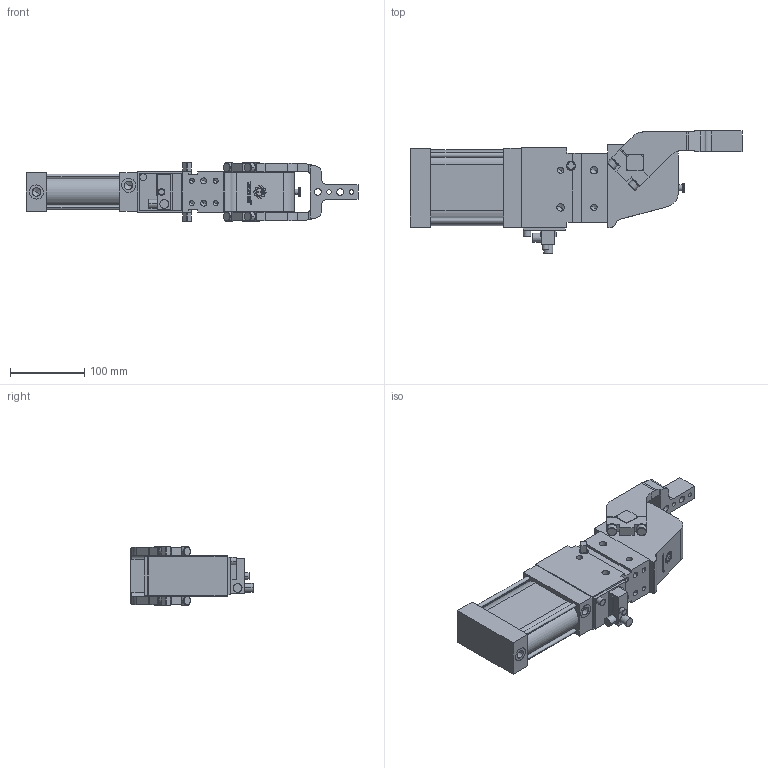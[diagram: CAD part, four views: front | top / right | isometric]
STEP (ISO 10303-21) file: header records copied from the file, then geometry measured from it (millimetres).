
FILE_DESCRIPTION(('CATIA V5 STEP Exchange'),'2;1');
FILE_NAME('V2_63_1_BR2_Z_A10_T12_TUENKERS.stp','2015-12-07T12:12:35+00:00',('none'),('none'),'CATIA Version 5 Release 19 SP 9 (IN-10)','CATIA V5 STEP AP214','none');
FILE_SCHEMA(('AUTOMOTIVE_DESIGN { 1 0 10303 214 1 1 1 1 }'));
Length unit declared in the file: millimetre
Products named in the file (1): V2_63_1_BR2_Z_A10_T12_TUENKERS
Bounding box: 446.5 x 164.5 x 80 mm (x, y, z)
Volume: 1960442.4 mm3; surface area: 192428 mm2
Topology: 3 solids, 7 shells, 627 faces, 1601 edges, 998 vertices
Faces by surface type: plane 329, cylinder 193, cone 80, torus 20, extrusion 5
Entity records: 19197 total; most frequent: CARTESIAN_POINT 3327, ORIENTED_EDGE 3098, DIRECTION 2291, EDGE_CURVE 1549, VECTOR 1012, LINE 1007, VERTEX_POINT 998, AXIS2_PLACEMENT_3D 880
